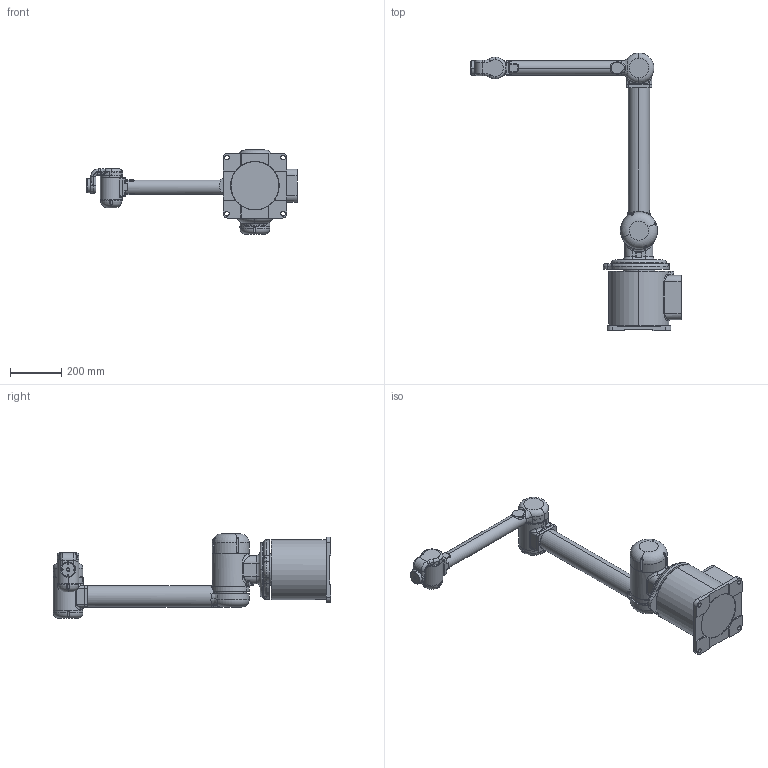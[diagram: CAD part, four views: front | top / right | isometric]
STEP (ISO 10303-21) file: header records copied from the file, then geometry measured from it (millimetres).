
FILE_DESCRIPTION (( 'STEP AP203' ), '1' );
FILE_NAME ('ER6-C604.STEP', '2016-01-22T01:50:53', ( 'admin' ), ( 'Microsoft' ), 'SwSTEP 2.0', 'SolidWorks 2014', '' );
FILE_SCHEMA (( 'CONFIG_CONTROL_DESIGN' ));
Length unit declared in the file: millimetre
Products named in the file (17): 葩璃 錨璃19^ER6-C604; 葩璃 錨璃3^ER6-C604; ER6-C604; 葩璃 錨璃4^ER6-C604; 葩璃 錨璃5^ER6-C604; 葩璃 錨璃1^ER6-C604; 葩璃 錨璃6^ER6-C604; 葩璃 錨璃10^ER6-C604; 葩璃 錨璃7^ER6-C604; 葩璃 錨璃11^ER6-C604; 葩璃 錨璃8^ER6-C604; 葩璃 錨璃12^ER6-C604; 葩璃 錨璃9^ER6-C604; 葩璃 錨璃13^ER6-C604; 葩璃 錨璃17^ER6-C604; 葩璃 錨璃18^ER6-C604; 葩璃 錨璃2^ER6-C604
Assembly tree (17 placements, depth 2):
  ER6-C604
    葩璃 錨璃1^ER6-C604
    葩璃 錨璃10^ER6-C604
    葩璃 錨璃11^ER6-C604
    葩璃 錨璃12^ER6-C604
    葩璃 錨璃13^ER6-C604
    葩璃 錨璃2^ER6-C604
    葩璃 錨璃3^ER6-C604
    葩璃 錨璃4^ER6-C604
    葩璃 錨璃5^ER6-C604
    葩璃 錨璃6^ER6-C604
    葩璃 錨璃7^ER6-C604
    葩璃 錨璃8^ER6-C604
    葩璃 錨璃9^ER6-C604
    葩璃 錨璃17^ER6-C604
    葩璃 錨璃18^ER6-C604
    葩璃 錨璃19^ER6-C604  x2
Bounding box: 823 x 1088 x 329.5 mm (x, y, z)
Volume: 24015697.1 mm3; surface area: 1525166.2 mm2
Topology: 17 solids, 18 shells, 981 faces, 2411 edges, 1450 vertices
Faces by surface type: cylinder 359, plane 262, torus 151, bspline 142, cone 43, sphere 24
Entity records: 42337 total; most frequent: CARTESIAN_POINT 18576, ORIENTED_EDGE 4648, DIRECTION 4612, EDGE_CURVE 2324, AXIS2_PLACEMENT_3D 1896, VERTEX_POINT 1428, CIRCLE 1056, EDGE_LOOP 1036
